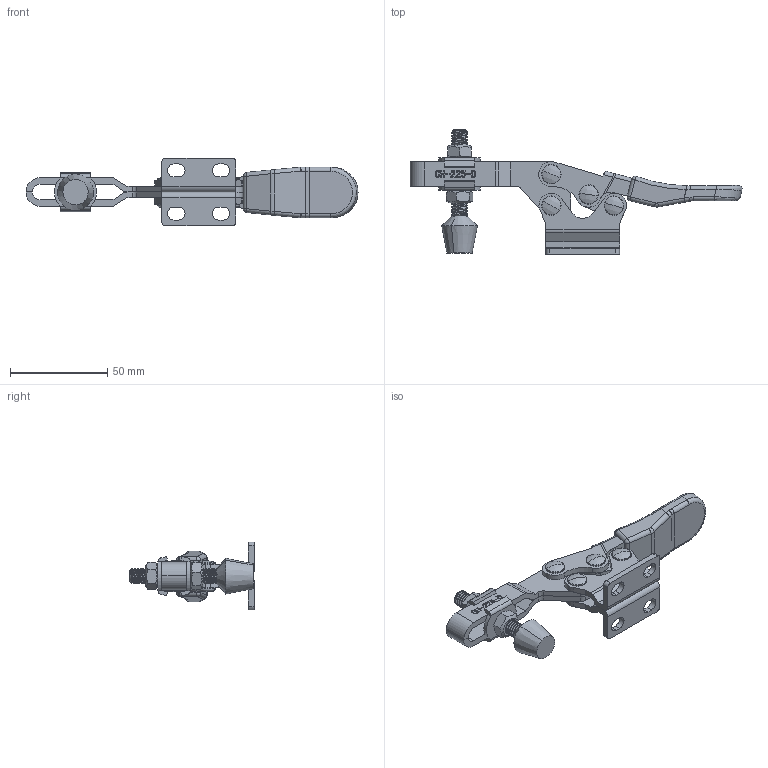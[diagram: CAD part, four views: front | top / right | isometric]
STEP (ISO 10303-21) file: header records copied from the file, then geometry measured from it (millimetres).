
FILE_DESCRIPTION (( 'STEP AP203' ), '1' );
FILE_NAME ('CH-225-D.STEP', '2010-06-03T09:11:30', ( '·L?¥Î?' ), ( '·L?¤¤?' ), 'SwSTEP 2.0', 'SolidWorks 2005179', '' );
FILE_SCHEMA (( 'CONFIG_CONTROL_DESIGN' ));
Length unit declared in the file: millimetre
Products named in the file (11): 56212-01_??; FW-516_??; CH-225-D; CH-FC-56212_??; 225-D-04_??; 225-D-02_??; 225-D-01_??; 225-D-05_??; 225-D-03_??; 1_??
Assembly tree (16 placements, depth 3):
  CH-225-D
    225-D-02_??
    225-D-05_??  x4
    CH-FC-56212_??
    225-D-04_??  x2
    225-D-01_??
    56212-01_??  x2
    225-D-03_??
      225-D-03_??
      1_??
    FW-516_??  x2
Bounding box: 171.11 x 64.09 x 35 mm (x, y, z)
Volume: 42667.6 mm3; surface area: 37898.1 mm2
Topology: 17 solids, 17 shells, 894 faces, 2375 edges, 1539 vertices
Faces by surface type: plane 330, cylinder 281, bspline 194, torus 36, cone 35, sphere 18
Entity records: 47528 total; most frequent: CARTESIAN_POINT 28551, ORIENTED_EDGE 4152, DIRECTION 2968, EDGE_CURVE 2076, VERTEX_POINT 1357, LINE 1128, VECTOR 1128, AXIS2_PLACEMENT_3D 920
